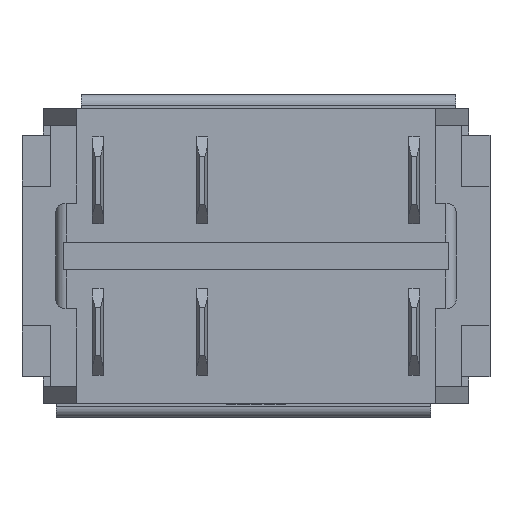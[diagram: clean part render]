
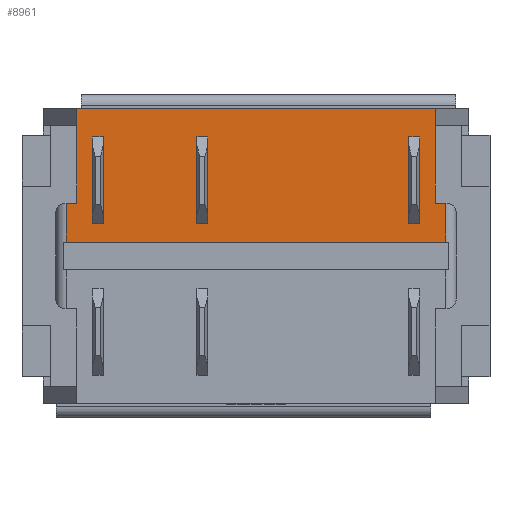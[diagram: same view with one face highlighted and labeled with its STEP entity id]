
A CAD part, front view. The second image highlights one B-rep face of the part: STEP entity #8961.
In plain terms, the highlighted planar face has unit normal (0, -1, 0).
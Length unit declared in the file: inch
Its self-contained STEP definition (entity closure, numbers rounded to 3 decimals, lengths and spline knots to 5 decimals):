
#36=FACE_BOUND('',#953,.T.);
#37=FACE_BOUND('',#954,.T.);
#38=FACE_BOUND('',#955,.T.);
#469=FACE_OUTER_BOUND('',#952,.T.);
#952=EDGE_LOOP('',(#5982,#5983,#5984,#5985,#5986,#5987,#5988,#5989,#5990,
#5991,#5992,#5993));
#953=EDGE_LOOP('',(#5994,#5995,#5996,#5997));
#954=EDGE_LOOP('',(#5998,#5999,#6000,#6001));
#955=EDGE_LOOP('',(#6002,#6003,#6004,#6005));
#1494=LINE('',#12862,#2531);
#1504=LINE('',#12884,#2541);
#1507=LINE('',#12889,#2544);
#1509=LINE('',#12895,#2546);
#1524=LINE('',#12930,#2561);
#1534=LINE('',#12963,#2571);
#1536=LINE('',#12968,#2573);
#1538=LINE('',#12971,#2575);
#1539=LINE('',#12973,#2576);
#1541=LINE('',#12977,#2578);
#1543=LINE('',#12981,#2580);
#1544=LINE('',#12983,#2581);
#1561=LINE('',#13023,#2598);
#1573=LINE('',#13053,#2610);
#1575=LINE('',#13059,#2612);
#1576=LINE('',#13061,#2613);
#1577=LINE('',#13063,#2614);
#1578=LINE('',#13065,#2615);
#1579=LINE('',#13067,#2616);
#1580=LINE('',#13069,#2617);
#1581=LINE('',#13071,#2618);
#1582=LINE('',#13073,#2619);
#1583=LINE('',#13075,#2620);
#1584=LINE('',#13076,#2621);
#2531=VECTOR('',#10383,0.3937);
#2541=VECTOR('',#10403,0.3937);
#2544=VECTOR('',#10408,0.3937);
#2546=VECTOR('',#10414,0.3937);
#2561=VECTOR('',#10443,0.3937);
#2571=VECTOR('',#10483,0.3937);
#2573=VECTOR('',#10487,0.3937);
#2575=VECTOR('',#10491,0.3937);
#2576=VECTOR('',#10494,0.3937);
#2578=VECTOR('',#10498,0.3937);
#2580=VECTOR('',#10502,0.3937);
#2581=VECTOR('',#10505,0.3937);
#2598=VECTOR('',#10546,0.3937);
#2610=VECTOR('',#10572,0.3937);
#2612=VECTOR('',#10580,0.3937);
#2613=VECTOR('',#10581,0.3937);
#2614=VECTOR('',#10582,0.3937);
#2615=VECTOR('',#10583,0.3937);
#2616=VECTOR('',#10584,0.3937);
#2617=VECTOR('',#10585,0.3937);
#2618=VECTOR('',#10586,0.3937);
#2619=VECTOR('',#10587,0.3937);
#2620=VECTOR('',#10588,0.3937);
#2621=VECTOR('',#10589,0.3937);
#3540=VERTEX_POINT('',#12859);
#3541=VERTEX_POINT('',#12861);
#3547=VERTEX_POINT('',#12881);
#3548=VERTEX_POINT('',#12883);
#3549=VERTEX_POINT('',#12887);
#3551=VERTEX_POINT('',#12893);
#3563=VERTEX_POINT('',#12927);
#3564=VERTEX_POINT('',#12929);
#3573=VERTEX_POINT('',#12965);
#3574=VERTEX_POINT('',#12967);
#3575=VERTEX_POINT('',#12975);
#3576=VERTEX_POINT('',#12979);
#3586=VERTEX_POINT('',#13020);
#3587=VERTEX_POINT('',#13022);
#3598=VERTEX_POINT('',#13052);
#3599=VERTEX_POINT('',#13058);
#3600=VERTEX_POINT('',#13060);
#3601=VERTEX_POINT('',#13062);
#3602=VERTEX_POINT('',#13064);
#3603=VERTEX_POINT('',#13066);
#3604=VERTEX_POINT('',#13068);
#3605=VERTEX_POINT('',#13070);
#3606=VERTEX_POINT('',#13072);
#3607=VERTEX_POINT('',#13074);
#4403=EDGE_CURVE('',#3541,#3540,#1494,.T.);
#4414=EDGE_CURVE('',#3548,#3547,#1504,.T.);
#4417=EDGE_CURVE('',#3547,#3549,#1507,.T.);
#4420=EDGE_CURVE('',#3549,#3551,#1509,.T.);
#4437=EDGE_CURVE('',#3564,#3563,#1524,.T.);
#4454=EDGE_CURVE('',#3551,#3548,#1534,.T.);
#4456=EDGE_CURVE('',#3574,#3573,#1536,.T.);
#4458=EDGE_CURVE('',#3573,#3564,#1538,.T.);
#4459=EDGE_CURVE('',#3563,#3574,#1539,.T.);
#4461=EDGE_CURVE('',#3540,#3575,#1541,.T.);
#4463=EDGE_CURVE('',#3575,#3576,#1543,.T.);
#4464=EDGE_CURVE('',#3576,#3541,#1544,.T.);
#4483=EDGE_CURVE('',#3586,#3587,#1561,.T.);
#4498=EDGE_CURVE('',#3586,#3598,#1573,.T.);
#4501=EDGE_CURVE('',#3599,#3598,#1575,.T.);
#4502=EDGE_CURVE('',#3599,#3600,#1576,.T.);
#4503=EDGE_CURVE('',#3600,#3601,#1577,.T.);
#4504=EDGE_CURVE('',#3601,#3602,#1578,.T.);
#4505=EDGE_CURVE('',#3602,#3603,#1579,.T.);
#4506=EDGE_CURVE('',#3603,#3604,#1580,.T.);
#4507=EDGE_CURVE('',#3604,#3605,#1581,.T.);
#4508=EDGE_CURVE('',#3605,#3606,#1582,.T.);
#4509=EDGE_CURVE('',#3606,#3607,#1583,.T.);
#4510=EDGE_CURVE('',#3607,#3587,#1584,.T.);
#5982=ORIENTED_EDGE('',*,*,#4498,.T.);
#5983=ORIENTED_EDGE('',*,*,#4501,.F.);
#5984=ORIENTED_EDGE('',*,*,#4502,.T.);
#5985=ORIENTED_EDGE('',*,*,#4503,.T.);
#5986=ORIENTED_EDGE('',*,*,#4504,.T.);
#5987=ORIENTED_EDGE('',*,*,#4505,.T.);
#5988=ORIENTED_EDGE('',*,*,#4506,.T.);
#5989=ORIENTED_EDGE('',*,*,#4507,.T.);
#5990=ORIENTED_EDGE('',*,*,#4508,.T.);
#5991=ORIENTED_EDGE('',*,*,#4509,.T.);
#5992=ORIENTED_EDGE('',*,*,#4510,.T.);
#5993=ORIENTED_EDGE('',*,*,#4483,.F.);
#5994=ORIENTED_EDGE('',*,*,#4420,.T.);
#5995=ORIENTED_EDGE('',*,*,#4454,.T.);
#5996=ORIENTED_EDGE('',*,*,#4414,.T.);
#5997=ORIENTED_EDGE('',*,*,#4417,.T.);
#5998=ORIENTED_EDGE('',*,*,#4456,.T.);
#5999=ORIENTED_EDGE('',*,*,#4458,.T.);
#6000=ORIENTED_EDGE('',*,*,#4437,.T.);
#6001=ORIENTED_EDGE('',*,*,#4459,.T.);
#6002=ORIENTED_EDGE('',*,*,#4403,.T.);
#6003=ORIENTED_EDGE('',*,*,#4461,.T.);
#6004=ORIENTED_EDGE('',*,*,#4463,.T.);
#6005=ORIENTED_EDGE('',*,*,#4464,.T.);
#8099=PLANE('',#9496);
#8961=ADVANCED_FACE('',(#469,#36,#37,#38),#8099,.T.);
#9496=AXIS2_PLACEMENT_3D('',#13057,#10578,#10579);
#10383=DIRECTION('',(0.,0.,1.));
#10403=DIRECTION('',(1.,0.,0.));
#10408=DIRECTION('',(0.,0.,-1.));
#10414=DIRECTION('',(-1.,0.,0.));
#10443=DIRECTION('',(0.,0.,1.));
#10483=DIRECTION('',(0.,0.,1.));
#10487=DIRECTION('',(0.,0.,-1.));
#10491=DIRECTION('',(-1.,0.,0.));
#10494=DIRECTION('',(1.,0.,0.));
#10498=DIRECTION('',(1.,0.,0.));
#10502=DIRECTION('',(0.,0.,-1.));
#10505=DIRECTION('',(-1.,0.,0.));
#10546=DIRECTION('',(0.,0.,1.));
#10572=DIRECTION('',(1.,0.,0.));
#10578=DIRECTION('center_axis',(0.,-1.,0.));
#10579=DIRECTION('ref_axis',(0.,0.,-1.));
#10580=DIRECTION('',(0.,0.,-1.));
#10581=DIRECTION('',(-1.,0.,0.));
#10582=DIRECTION('',(0.,0.,1.));
#10583=DIRECTION('',(1.,0.,0.));
#10584=DIRECTION('',(0.,0.,1.));
#10585=DIRECTION('',(-1.,0.,0.));
#10586=DIRECTION('',(0.,0.,-1.));
#10587=DIRECTION('',(1.,0.,0.));
#10588=DIRECTION('',(0.,0.,-1.));
#10589=DIRECTION('',(-1.,0.,0.));
#12859=CARTESIAN_POINT('',(-1.00773,-0.82268,0.3405));
#12861=CARTESIAN_POINT('',(-1.00773,-0.82268,0.0925));
#12862=CARTESIAN_POINT('',(-1.00773,-0.82268,0.17025));
#12881=CARTESIAN_POINT('',(-0.67773,-0.82268,0.3405));
#12883=CARTESIAN_POINT('',(-0.70873,-0.82268,0.3405));
#12884=CARTESIAN_POINT('',(-0.60873,-0.82268,0.3405));
#12887=CARTESIAN_POINT('',(-0.67773,-0.82268,0.0925));
#12889=CARTESIAN_POINT('',(-0.67773,-0.82268,0.04625));
#12893=CARTESIAN_POINT('',(-0.70873,-0.82268,0.0925));
#12895=CARTESIAN_POINT('',(-0.62423,-0.82268,0.0925));
#12927=CARTESIAN_POINT('',(-0.10273,-0.82268,0.3405));
#12929=CARTESIAN_POINT('',(-0.10273,-0.82268,0.0925));
#12930=CARTESIAN_POINT('',(-0.10273,-0.82268,0.17025));
#12963=CARTESIAN_POINT('',(-0.70873,-0.82268,0.17025));
#12965=CARTESIAN_POINT('',(-0.07173,-0.82268,0.0925));
#12967=CARTESIAN_POINT('',(-0.07173,-0.82268,0.3405));
#12968=CARTESIAN_POINT('',(-0.07173,-0.82268,0.04625));
#12971=CARTESIAN_POINT('',(-0.32123,-0.82268,0.0925));
#12973=CARTESIAN_POINT('',(-0.30573,-0.82268,0.3405));
#12975=CARTESIAN_POINT('',(-0.97673,-0.82268,0.3405));
#12977=CARTESIAN_POINT('',(-0.75823,-0.82268,0.3405));
#12979=CARTESIAN_POINT('',(-0.97673,-0.82268,0.0925));
#12981=CARTESIAN_POINT('',(-0.97673,-0.82268,0.04625));
#12983=CARTESIAN_POINT('',(-0.77373,-0.82268,0.0925));
#13020=CARTESIAN_POINT('',(-1.08323,-0.82268,0.0395));
#13022=CARTESIAN_POINT('',(-1.08323,-0.82268,0.151));
#13023=CARTESIAN_POINT('',(-1.08323,-0.82268,-0.00336));
#13052=CARTESIAN_POINT('',(0.00377,-0.82268,0.0395));
#13053=CARTESIAN_POINT('',(-0.26398,-0.82268,0.0395));
#13057=CARTESIAN_POINT('Origin',(-0.53973,-0.82268,
0.));
#13058=CARTESIAN_POINT('',(0.00377,-0.82268,0.151));
#13059=CARTESIAN_POINT('',(0.00377,-0.82268,0.00087));
#13060=CARTESIAN_POINT('',(-0.02623,-0.82268,0.151));
#13061=CARTESIAN_POINT('',(-0.24548,-0.82268,0.151));
#13062=CARTESIAN_POINT('',(-0.02623,-0.82268,0.374));
#13063=CARTESIAN_POINT('',(-0.02623,-0.82268,0.13125));
#13064=CARTESIAN_POINT('',(-0.02573,-0.82268,0.374));
#13065=CARTESIAN_POINT('',(-0.24548,-0.82268,0.374));
#13066=CARTESIAN_POINT('',(-0.02573,-0.82268,0.423));
#13067=CARTESIAN_POINT('',(-0.02573,-0.82268,0.2115));
#13068=CARTESIAN_POINT('',(-1.05373,-0.82268,0.423));
#13069=CARTESIAN_POINT('',(0.12977,-0.82268,0.423));
#13070=CARTESIAN_POINT('',(-1.05373,-0.82268,0.374));
#13071=CARTESIAN_POINT('',(-1.05373,-0.82268,0.2115));
#13072=CARTESIAN_POINT('',(-1.05323,-0.82268,0.374));
#13073=CARTESIAN_POINT('',(-0.83398,-0.82268,0.374));
#13074=CARTESIAN_POINT('',(-1.05323,-0.82268,0.151));
#13075=CARTESIAN_POINT('',(-1.05323,-0.82268,0.13125));
#13076=CARTESIAN_POINT('',(-0.83398,-0.82268,0.151));
